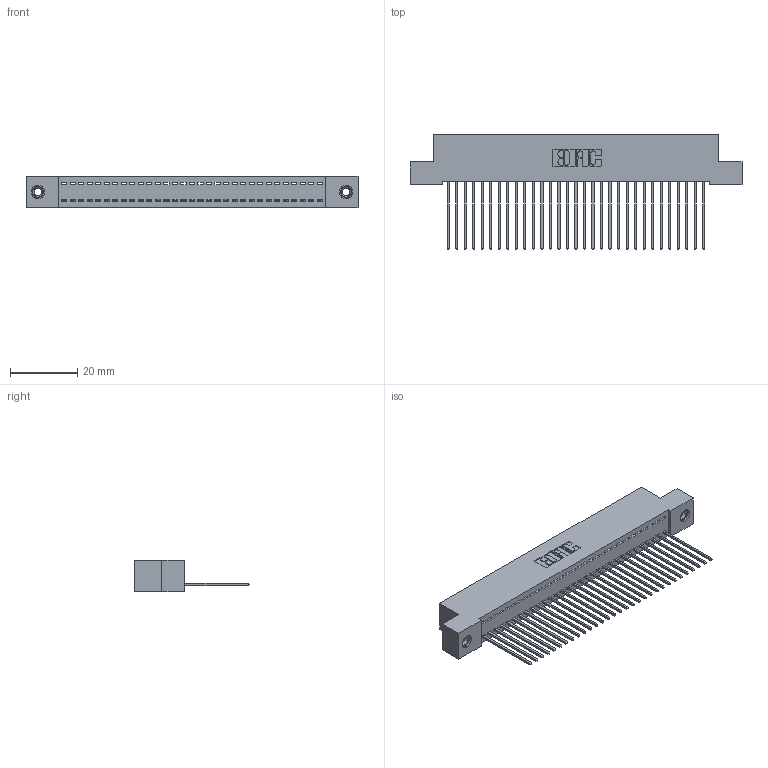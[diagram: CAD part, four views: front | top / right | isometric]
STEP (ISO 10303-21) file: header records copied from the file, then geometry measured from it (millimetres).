
FILE_DESCRIPTION (( 'STEP AP203' ), '1' );
FILE_NAME ('342-031-541-108.STEP', '2019-10-02T05:40:20', ( '' ), ( '' ), 'SwSTEP 2.0', 'SolidWorks 2016', '' );
FILE_SCHEMA (( 'CONFIG_CONTROL_DESIGN' ));
Length unit declared in the file: inch
Products named in the file (4): 345-250-001_345-250-003-102; 342-031-541-108; 342 Part_TI; 345-292-001_345-293-141
Assembly tree (34 placements, depth 2):
  342-031-541-108
    342 Part_TI
    345-292-001_345-293-141  x31
    345-250-001_345-250-003-102  x2
Bounding box: 99.06 x 34.3 x 9.4 mm (x, y, z)
Volume: 8741.7 mm3; surface area: 13230.9 mm2
Topology: 34 solids, 34 shells, 1968 faces, 5891 edges, 3878 vertices
Faces by surface type: plane 1400, cylinder 552, cone 12, torus 4
Entity records: 21446 total; most frequent: CARTESIAN_POINT 3682, ORIENTED_EDGE 3642, DIRECTION 3161, EDGE_CURVE 1821, VECTOR 1673, LINE 1673, VERTEX_POINT 1208, AXIS2_PLACEMENT_3D 744
